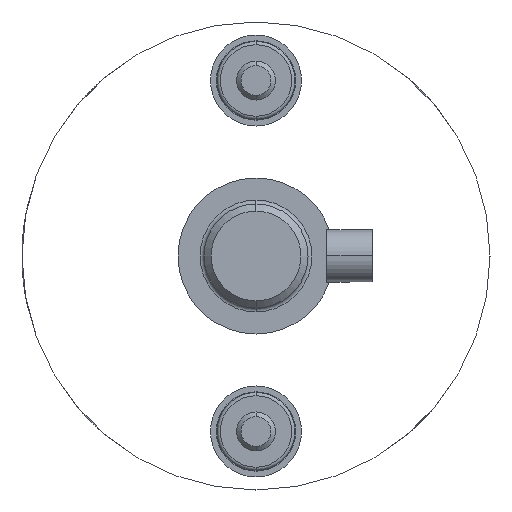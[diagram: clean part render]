
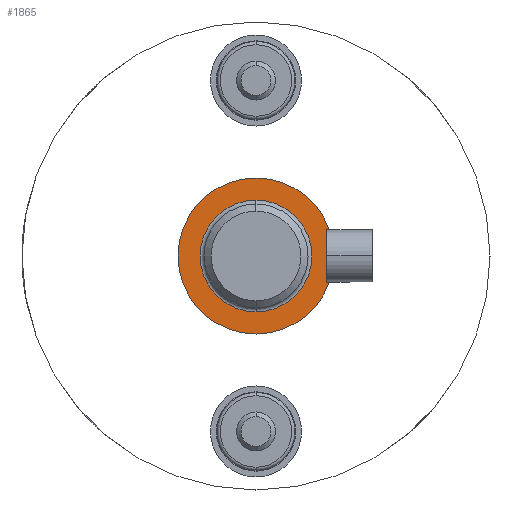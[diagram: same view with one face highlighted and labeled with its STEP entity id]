
A CAD part, left-side view. The second image highlights one B-rep face of the part: STEP entity #1865.
In plain terms, the highlighted face is planar.
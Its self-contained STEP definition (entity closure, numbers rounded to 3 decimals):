
#6 = VERTEX_POINT ( 'NONE', #1998 ) ;
#54 = DIRECTION ( 'NONE',  ( 0., 0., -1. ) ) ;
#210 = ORIENTED_EDGE ( 'NONE', *, *, #670, .T. ) ;
#213 = ORIENTED_EDGE ( 'NONE', *, *, #1588, .F. ) ;
#396 = EDGE_CURVE ( 'NONE', #6, #658, #1691, .T. ) ;
#420 = EDGE_LOOP ( 'NONE', ( #210, #1088 ) ) ;
#473 = PLANE ( 'NONE',  #2214 ) ;
#546 = DIRECTION ( 'NONE',  ( -1., 0., 0. ) ) ;
#658 = VERTEX_POINT ( 'NONE', #2566 ) ;
#670 = EDGE_CURVE ( 'NONE', #776, #996, #1956, .T. ) ;
#681 = CIRCLE ( 'NONE', #1345, 8.6 ) ;
#707 = DIRECTION ( 'NONE',  ( 1., 0., 0. ) ) ;
#776 = VERTEX_POINT ( 'NONE', #1742 ) ;
#777 = DIRECTION ( 'NONE',  ( -1., 0., 0. ) ) ;
#876 = CARTESIAN_POINT ( 'NONE',  ( 16., 0., 0. ) ) ;
#930 = CIRCLE ( 'NONE', #1545, 12. ) ;
#996 = VERTEX_POINT ( 'NONE', #1489 ) ;
#1077 = DIRECTION ( 'NONE',  ( -1., 0., 0. ) ) ;
#1088 = ORIENTED_EDGE ( 'NONE', *, *, #1874, .T. ) ;
#1184 = AXIS2_PLACEMENT_3D ( 'NONE', #876, #2815, #2413 ) ;
#1277 = ORIENTED_EDGE ( 'NONE', *, *, #396, .F. ) ;
#1345 = AXIS2_PLACEMENT_3D ( 'NONE', #1843, #777, #2724 ) ;
#1413 = EDGE_LOOP ( 'NONE', ( #1277, #213 ) ) ;
#1489 = CARTESIAN_POINT ( 'NONE',  ( 16., 0., 8.6 ) ) ;
#1545 = AXIS2_PLACEMENT_3D ( 'NONE', #2708, #546, #2625 ) ;
#1588 = EDGE_CURVE ( 'NONE', #658, #6, #930, .T. ) ;
#1691 = CIRCLE ( 'NONE', #2750, 12. ) ;
#1716 = FACE_BOUND ( 'NONE', #420, .T. ) ;
#1742 = CARTESIAN_POINT ( 'NONE',  ( 16., 0., -8.6 ) ) ;
#1843 = CARTESIAN_POINT ( 'NONE',  ( 16., 0., 0. ) ) ;
#1865 = ADVANCED_FACE ( 'NONE', ( #1716, #2501 ), #473, .T. ) ;
#1874 = EDGE_CURVE ( 'NONE', #996, #776, #681, .T. ) ;
#1956 = CIRCLE ( 'NONE', #1184, 8.6 ) ;
#1998 = CARTESIAN_POINT ( 'NONE',  ( 16., 0., 12. ) ) ;
#2163 = DIRECTION ( 'NONE',  ( 0., 0., 1. ) ) ;
#2214 = AXIS2_PLACEMENT_3D ( 'NONE', #2658, #707, #54 ) ;
#2381 = CARTESIAN_POINT ( 'NONE',  ( 16., 0., 0. ) ) ;
#2413 = DIRECTION ( 'NONE',  ( 0., 0., -1. ) ) ;
#2501 = FACE_OUTER_BOUND ( 'NONE', #1413, .T. ) ;
#2566 = CARTESIAN_POINT ( 'NONE',  ( 16., 0., -12. ) ) ;
#2625 = DIRECTION ( 'NONE',  ( 0., 0., 1. ) ) ;
#2658 = CARTESIAN_POINT ( 'NONE',  ( 16., 12., 0. ) ) ;
#2708 = CARTESIAN_POINT ( 'NONE',  ( 16., 0., 0. ) ) ;
#2724 = DIRECTION ( 'NONE',  ( 0., 0., -1. ) ) ;
#2750 = AXIS2_PLACEMENT_3D ( 'NONE', #2381, #1077, #2163 ) ;
#2815 = DIRECTION ( 'NONE',  ( -1., 0., 0. ) ) ;
